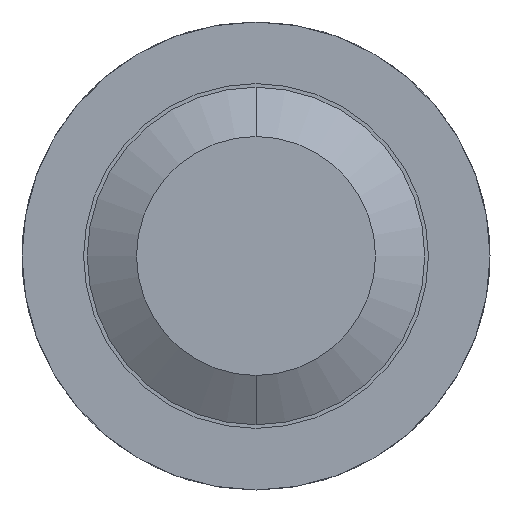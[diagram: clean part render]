
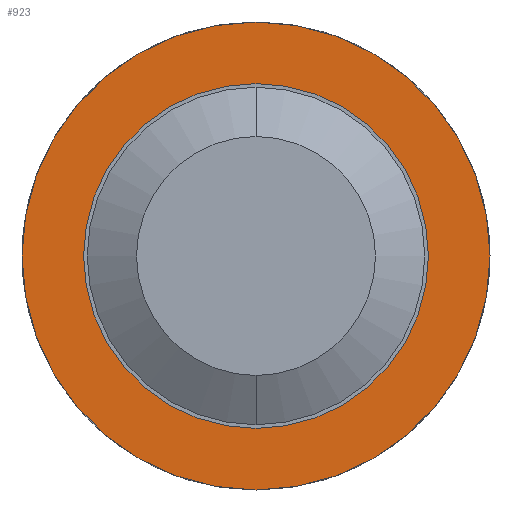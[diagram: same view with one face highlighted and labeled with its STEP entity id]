
A CAD part, front view. The second image highlights one B-rep face of the part: STEP entity #923.
In plain terms, the highlighted planar face has unit normal (0, -1, 0).
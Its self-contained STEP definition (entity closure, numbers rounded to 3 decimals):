
#71 = FACE_BOUND ( 'NONE', #3997, .T. ) ;
#245 = ORIENTED_EDGE ( 'NONE', *, *, #3461, .T. ) ;
#658 = DIRECTION ( 'NONE',  ( 0., 1., 0. ) ) ;
#682 = DIRECTION ( 'NONE',  ( 0., 0., 1. ) ) ;
#716 = ORIENTED_EDGE ( 'NONE', *, *, #4045, .F. ) ;
#727 = CARTESIAN_POINT ( 'NONE',  ( 0., -2.5, 0.95 ) ) ;
#923 = ADVANCED_FACE ( 'Defeature ausgef�hrt2_16', ( #3046, #71 ), #1395, .F. ) ;
#1068 = DIRECTION ( 'NONE',  ( 0., 1., 0. ) ) ;
#1077 = DIRECTION ( 'NONE',  ( 0., 0., 1. ) ) ;
#1107 = CARTESIAN_POINT ( 'NONE',  ( 0., -2.5, 0. ) ) ;
#1264 = CARTESIAN_POINT ( 'NONE',  ( 0., -2.5, -0.95 ) ) ;
#1277 = VERTEX_POINT ( 'NONE', #727 ) ;
#1363 = AXIS2_PLACEMENT_3D ( 'NONE', #3323, #3001, #1779 ) ;
#1395 = PLANE ( 'NONE',  #2789 ) ;
#1547 = CIRCLE ( 'NONE', #3968, 0.95 ) ;
#1567 = AXIS2_PLACEMENT_3D ( 'NONE', #3613, #658, #3298 ) ;
#1620 = VERTEX_POINT ( 'NONE', #3956 ) ;
#1779 = DIRECTION ( 'NONE',  ( 0., 0., 1. ) ) ;
#1910 = ORIENTED_EDGE ( 'NONE', *, *, #3160, .F. ) ;
#2006 = ORIENTED_EDGE ( 'NONE', *, *, #3488, .T. ) ;
#2337 = CIRCLE ( 'NONE', #3707, 0.685 ) ;
#2647 = VERTEX_POINT ( 'NONE', #1264 ) ;
#2679 = CARTESIAN_POINT ( 'NONE',  ( 0., -2.5, 0. ) ) ;
#2724 = CARTESIAN_POINT ( 'NONE',  ( 0.95, -2.5, 0. ) ) ;
#2789 = AXIS2_PLACEMENT_3D ( 'NONE', #2724, #4031, #1077 ) ;
#3001 = DIRECTION ( 'NONE',  ( 0., 1., 0. ) ) ;
#3020 = DIRECTION ( 'NONE',  ( 0., 0., 1. ) ) ;
#3031 = CIRCLE ( 'NONE', #1567, 0.95 ) ;
#3046 = FACE_OUTER_BOUND ( 'NONE', #4195, .T. ) ;
#3160 = EDGE_CURVE ( 'Defeature ausgef�hrt2_15+Defeature ausgef�hrt2_16+Defeature ausgef�hrt2_16+Defeature ausgef�hrt2_16', #1277, #2647, #1547, .T. ) ;
#3222 = CIRCLE ( 'NONE', #1363, 0.685 ) ;
#3298 = DIRECTION ( 'NONE',  ( 0., 0., 1. ) ) ;
#3323 = CARTESIAN_POINT ( 'NONE',  ( 0., -2.5, 0. ) ) ;
#3461 = EDGE_CURVE ( 'Defeature ausgef�hrt2_16+Defeature ausgef�hrt2_10+Defeature ausgef�hrt2_10+Defeature ausgef�hrt2_10', #1620, #3896, #2337, .T. ) ;
#3488 = EDGE_CURVE ( 'Defeature ausgef�hrt2_16+Defeature ausgef�hrt2_10+Defeature ausgef�hrt2_10+Defeature ausgef�hrt2_10', #3896, #1620, #3222, .T. ) ;
#3613 = CARTESIAN_POINT ( 'NONE',  ( 0., -2.5, 0. ) ) ;
#3707 = AXIS2_PLACEMENT_3D ( 'NONE', #1107, #3736, #682 ) ;
#3736 = DIRECTION ( 'NONE',  ( 0., 1., 0. ) ) ;
#3896 = VERTEX_POINT ( 'NONE', #4132 ) ;
#3956 = CARTESIAN_POINT ( 'NONE',  ( 0., -2.5, -0.685 ) ) ;
#3968 = AXIS2_PLACEMENT_3D ( 'NONE', #2679, #1068, #3020 ) ;
#3997 = EDGE_LOOP ( 'NONE', ( #2006, #245 ) ) ;
#4031 = DIRECTION ( 'NONE',  ( 0., 1., 0. ) ) ;
#4045 = EDGE_CURVE ( 'Defeature ausgef�hrt2_15+Defeature ausgef�hrt2_16+Defeature ausgef�hrt2_16+Defeature ausgef�hrt2_16', #2647, #1277, #3031, .T. ) ;
#4132 = CARTESIAN_POINT ( 'NONE',  ( 0., -2.5, 0.685 ) ) ;
#4195 = EDGE_LOOP ( 'NONE', ( #1910, #716 ) ) ;
